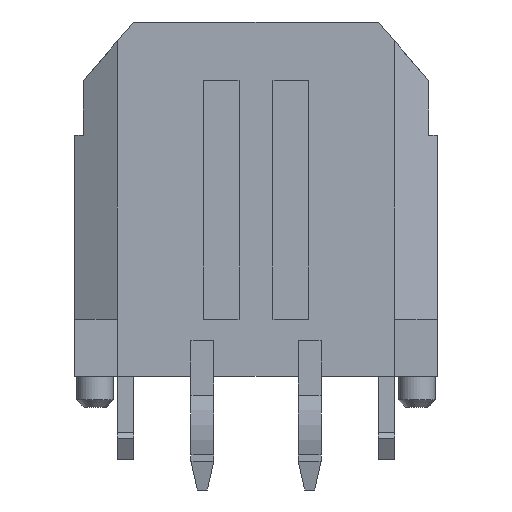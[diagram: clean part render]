
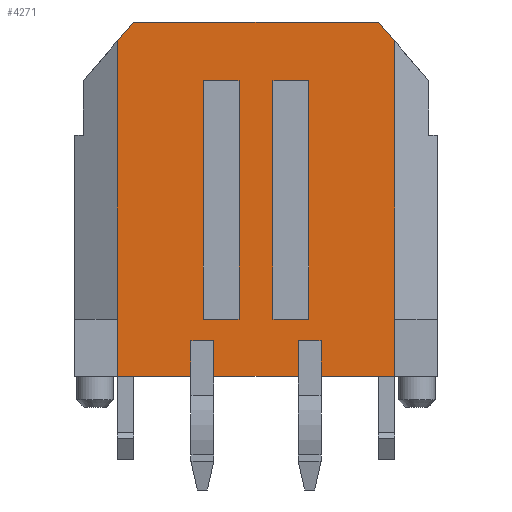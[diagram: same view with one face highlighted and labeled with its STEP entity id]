
A CAD part, front view. The second image highlights one B-rep face of the part: STEP entity #4271.
In plain terms, the highlighted planar face has unit normal (0, -1, 0).
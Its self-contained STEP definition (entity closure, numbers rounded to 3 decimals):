
#53=DIRECTION('',(1.,0.,0.));
#54=VECTOR('',#53,1.);
#55=CARTESIAN_POINT('',(-1.475,-3.43,3.315));
#56=LINE('',#55,#54);
#57=DIRECTION('',(0.,0.,1.));
#58=VECTOR('',#57,6.67);
#59=CARTESIAN_POINT('',(-1.475,-3.43,-3.355));
#60=LINE('',#59,#58);
#61=DIRECTION('',(1.,0.,0.));
#62=VECTOR('',#61,1.);
#63=CARTESIAN_POINT('',(-1.475,-3.43,-3.355));
#64=LINE('',#63,#62);
#65=DIRECTION('',(0.,0.,1.));
#66=VECTOR('',#65,6.67);
#67=CARTESIAN_POINT('',(-0.475,-3.43,-3.355));
#68=LINE('',#67,#66);
#69=DIRECTION('',(1.,0.,0.));
#70=VECTOR('',#69,1.);
#71=CARTESIAN_POINT('',(0.475,-3.43,3.315));
#72=LINE('',#71,#70);
#73=DIRECTION('',(0.,0.,1.));
#74=VECTOR('',#73,6.67);
#75=CARTESIAN_POINT('',(0.475,-3.43,-3.355));
#76=LINE('',#75,#74);
#77=DIRECTION('',(1.,0.,0.));
#78=VECTOR('',#77,1.);
#79=CARTESIAN_POINT('',(0.475,-3.43,-3.355));
#80=LINE('',#79,#78);
#81=DIRECTION('',(0.,0.,1.));
#82=VECTOR('',#81,6.67);
#83=CARTESIAN_POINT('',(1.475,-3.43,-3.355));
#84=LINE('',#83,#82);
#85=DIRECTION('',(0.,0.,1.));
#86=VECTOR('',#85,1.);
#87=CARTESIAN_POINT('',(-1.82,-3.43,-4.955));
#88=LINE('',#87,#86);
#89=DIRECTION('',(0.,0.,-1.));
#90=VECTOR('',#89,7.783);
#91=CARTESIAN_POINT('',(-3.875,-3.43,4.428));
#92=LINE('',#91,#90);
#93=DIRECTION('',(-0.649,0.,-0.761));
#94=VECTOR('',#93,0.693);
#95=CARTESIAN_POINT('',(-3.425,-3.43,4.955));
#96=LINE('',#95,#94);
#97=DIRECTION('',(1.,0.,0.));
#98=VECTOR('',#97,6.85);
#99=CARTESIAN_POINT('',(-3.425,-3.43,4.955));
#100=LINE('',#99,#98);
#101=DIRECTION('',(-0.649,0.,0.761));
#102=VECTOR('',#101,0.693);
#103=CARTESIAN_POINT('',(3.875,-3.43,4.428));
#104=LINE('',#103,#102);
#105=DIRECTION('',(0.,0.,-1.));
#106=VECTOR('',#105,7.783);
#107=CARTESIAN_POINT('',(3.875,-3.43,4.428));
#108=LINE('',#107,#106);
#109=DIRECTION('',(0.,0.,-1.));
#110=VECTOR('',#109,1.6);
#111=CARTESIAN_POINT('',(3.875,-3.43,-3.355));
#112=LINE('',#111,#110);
#113=DIRECTION('',(0.,0.,1.));
#114=VECTOR('',#113,1.);
#115=CARTESIAN_POINT('',(1.82,-3.43,-4.955));
#116=LINE('',#115,#114);
#117=DIRECTION('',(1.,0.,0.));
#118=VECTOR('',#117,0.64);
#119=CARTESIAN_POINT('',(1.18,-3.43,-3.955));
#120=LINE('',#119,#118);
#121=DIRECTION('',(0.,0.,1.));
#122=VECTOR('',#121,1.);
#123=CARTESIAN_POINT('',(1.18,-3.43,-4.955));
#124=LINE('',#123,#122);
#125=DIRECTION('',(0.,0.,1.));
#126=VECTOR('',#125,1.);
#127=CARTESIAN_POINT('',(-1.18,-3.43,-4.955));
#128=LINE('',#127,#126);
#129=DIRECTION('',(1.,0.,0.));
#130=VECTOR('',#129,0.64);
#131=CARTESIAN_POINT('',(-1.82,-3.43,-3.955));
#132=LINE('',#131,#130);
#2943=DIRECTION('',(-1.,0.,0.));
#2944=VECTOR('',#2943,2.055);
#2945=CARTESIAN_POINT('',(3.875,-3.43,-4.955));
#2946=LINE('',#2945,#2944);
#2967=DIRECTION('',(-1.,0.,0.));
#2968=VECTOR('',#2967,2.055);
#2969=CARTESIAN_POINT('',(-1.82,-3.43,-4.955));
#2970=LINE('',#2969,#2968);
#2975=DIRECTION('',(-1.,0.,0.));
#2976=VECTOR('',#2975,2.36);
#2977=CARTESIAN_POINT('',(1.18,-3.43,-4.955));
#2978=LINE('',#2977,#2976);
#2987=DIRECTION('',(0.,0.,-1.));
#2988=VECTOR('',#2987,1.6);
#2989=CARTESIAN_POINT('',(-3.875,-3.43,-3.355));
#2990=LINE('',#2989,#2988);
#3135=CARTESIAN_POINT('',(-3.425,-3.43,4.955));
#3136=CARTESIAN_POINT('',(3.425,-3.43,4.955));
#3137=VERTEX_POINT('',#3135);
#3138=VERTEX_POINT('',#3136);
#3220=CARTESIAN_POINT('',(1.18,-3.43,-4.955));
#3222=VERTEX_POINT('',#3220);
#3224=CARTESIAN_POINT('',(1.82,-3.43,-4.955));
#3226=VERTEX_POINT('',#3224);
#3232=CARTESIAN_POINT('',(-1.82,-3.43,-4.955));
#3234=VERTEX_POINT('',#3232);
#3236=CARTESIAN_POINT('',(-1.18,-3.43,-4.955));
#3238=VERTEX_POINT('',#3236);
#3244=CARTESIAN_POINT('',(3.875,-3.43,-3.355));
#3246=VERTEX_POINT('',#3244);
#3248=CARTESIAN_POINT('',(-3.875,-3.43,-3.355));
#3250=VERTEX_POINT('',#3248);
#3257=CARTESIAN_POINT('',(3.875,-3.43,-4.955));
#3258=VERTEX_POINT('',#3257);
#3259=CARTESIAN_POINT('',(-3.875,-3.43,-4.955));
#3260=VERTEX_POINT('',#3259);
#3261=CARTESIAN_POINT('',(1.18,-3.43,-3.955));
#3262=VERTEX_POINT('',#3261);
#3263=CARTESIAN_POINT('',(1.82,-3.43,-3.955));
#3264=VERTEX_POINT('',#3263);
#3265=CARTESIAN_POINT('',(-1.82,-3.43,-3.955));
#3266=VERTEX_POINT('',#3265);
#3267=CARTESIAN_POINT('',(-1.18,-3.43,-3.955));
#3268=VERTEX_POINT('',#3267);
#3581=CARTESIAN_POINT('',(-1.475,-3.43,3.315));
#3582=CARTESIAN_POINT('',(-0.475,-3.43,3.315));
#3583=VERTEX_POINT('',#3581);
#3584=VERTEX_POINT('',#3582);
#3585=CARTESIAN_POINT('',(0.475,-3.43,3.315));
#3586=CARTESIAN_POINT('',(1.475,-3.43,3.315));
#3587=VERTEX_POINT('',#3585);
#3588=VERTEX_POINT('',#3586);
#3589=CARTESIAN_POINT('',(-1.475,-3.43,-3.355));
#3590=CARTESIAN_POINT('',(-0.475,-3.43,-3.355));
#3591=VERTEX_POINT('',#3589);
#3592=VERTEX_POINT('',#3590);
#3593=CARTESIAN_POINT('',(0.475,-3.43,-3.355));
#3594=CARTESIAN_POINT('',(1.475,-3.43,-3.355));
#3595=VERTEX_POINT('',#3593);
#3596=VERTEX_POINT('',#3594);
#3893=CARTESIAN_POINT('',(3.875,-3.43,4.428));
#3894=VERTEX_POINT('',#3893);
#3895=CARTESIAN_POINT('',(-3.875,-3.43,4.428));
#3896=VERTEX_POINT('',#3895);
#4213=CARTESIAN_POINT('',(-4.825,-3.43,4.955));
#4214=DIRECTION('',(0.,-1.,0.));
#4215=DIRECTION('',(0.,0.,-1.));
#4216=AXIS2_PLACEMENT_3D('',#4213,#4214,#4215);
#4217=PLANE('',#4216);
#4219=ORIENTED_EDGE('',*,*,#4218,.F.);
#4221=ORIENTED_EDGE('',*,*,#4220,.T.);
#4223=ORIENTED_EDGE('',*,*,#4222,.F.);
#4224=ORIENTED_EDGE('',*,*,#4200,.F.);
#4226=ORIENTED_EDGE('',*,*,#4225,.F.);
#4228=ORIENTED_EDGE('',*,*,#4227,.T.);
#4230=ORIENTED_EDGE('',*,*,#4229,.F.);
#4232=ORIENTED_EDGE('',*,*,#4231,.T.);
#4234=ORIENTED_EDGE('',*,*,#4233,.T.);
#4236=ORIENTED_EDGE('',*,*,#4235,.T.);
#4238=ORIENTED_EDGE('',*,*,#4237,.T.);
#4240=ORIENTED_EDGE('',*,*,#4239,.F.);
#4242=ORIENTED_EDGE('',*,*,#4241,.F.);
#4244=ORIENTED_EDGE('',*,*,#4243,.T.);
#4246=ORIENTED_EDGE('',*,*,#4245,.T.);
#4248=ORIENTED_EDGE('',*,*,#4247,.F.);
#4249=EDGE_LOOP('',(#4219,#4221,#4223,#4224,#4226,#4228,#4230,#4232,#4234,#4236,
#4238,#4240,#4242,#4244,#4246,#4248));
#4250=FACE_OUTER_BOUND('',#4249,.F.);
#4252=ORIENTED_EDGE('',*,*,#4251,.F.);
#4254=ORIENTED_EDGE('',*,*,#4253,.F.);
#4256=ORIENTED_EDGE('',*,*,#4255,.T.);
#4258=ORIENTED_EDGE('',*,*,#4257,.T.);
#4259=EDGE_LOOP('',(#4252,#4254,#4256,#4258));
#4260=FACE_BOUND('',#4259,.F.);
#4262=ORIENTED_EDGE('',*,*,#4261,.F.);
#4264=ORIENTED_EDGE('',*,*,#4263,.F.);
#4266=ORIENTED_EDGE('',*,*,#4265,.T.);
#4268=ORIENTED_EDGE('',*,*,#4267,.T.);
#4269=EDGE_LOOP('',(#4262,#4264,#4266,#4268));
#4270=FACE_BOUND('',#4269,.F.);
#4271=ADVANCED_FACE('',(#4250,#4260,#4270),#4217,.T.);
#4200=EDGE_CURVE('',#3896,#3250,#92,.T.);
#4218=EDGE_CURVE('',#3234,#3266,#88,.T.);
#4220=EDGE_CURVE('',#3234,#3260,#2970,.T.);
#4222=EDGE_CURVE('',#3250,#3260,#2990,.T.);
#4225=EDGE_CURVE('',#3137,#3896,#96,.T.);
#4227=EDGE_CURVE('',#3137,#3138,#100,.T.);
#4229=EDGE_CURVE('',#3894,#3138,#104,.T.);
#4231=EDGE_CURVE('',#3894,#3246,#108,.T.);
#4233=EDGE_CURVE('',#3246,#3258,#112,.T.);
#4235=EDGE_CURVE('',#3258,#3226,#2946,.T.);
#4237=EDGE_CURVE('',#3226,#3264,#116,.T.);
#4239=EDGE_CURVE('',#3262,#3264,#120,.T.);
#4241=EDGE_CURVE('',#3222,#3262,#124,.T.);
#4243=EDGE_CURVE('',#3222,#3238,#2978,.T.);
#4245=EDGE_CURVE('',#3238,#3268,#128,.T.);
#4247=EDGE_CURVE('',#3266,#3268,#132,.T.);
#4251=EDGE_CURVE('',#3587,#3588,#72,.T.);
#4253=EDGE_CURVE('',#3595,#3587,#76,.T.);
#4255=EDGE_CURVE('',#3595,#3596,#80,.T.);
#4257=EDGE_CURVE('',#3596,#3588,#84,.T.);
#4261=EDGE_CURVE('',#3583,#3584,#56,.T.);
#4263=EDGE_CURVE('',#3591,#3583,#60,.T.);
#4265=EDGE_CURVE('',#3591,#3592,#64,.T.);
#4267=EDGE_CURVE('',#3592,#3584,#68,.T.);
